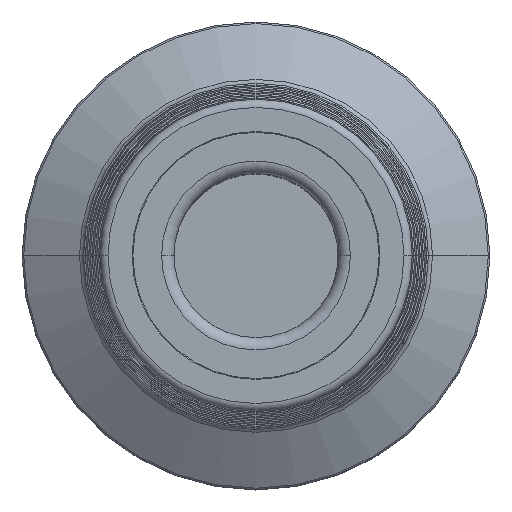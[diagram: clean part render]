
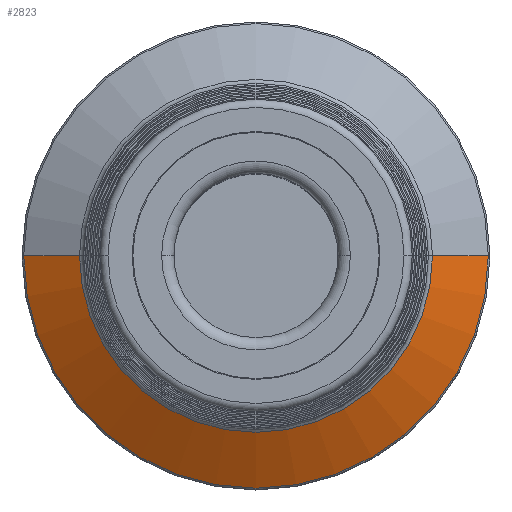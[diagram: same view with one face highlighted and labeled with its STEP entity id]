
A CAD part, top view. The second image highlights one B-rep face of the part: STEP entity #2823.
In plain terms, the highlighted conical face has half-angle 60 degrees and reference radius 24.9 mm.
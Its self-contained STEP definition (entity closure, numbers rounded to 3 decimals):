
#665=CARTESIAN_POINT('',(0.,0.,60.134));
#666=DIRECTION('',(0.,0.,-1.));
#667=DIRECTION('',(1.,0.,0.));
#668=AXIS2_PLACEMENT_3D('',#665,#666,#667);
#681=DIRECTION('',(-0.866,0.,0.5));
#682=VECTOR('',#681,7.852);
#683=CARTESIAN_POINT('',(28.3,0.,56.208));
#684=LINE('',#683,#682);
#688=CARTESIAN_POINT('',(0.,0.,56.208));
#689=DIRECTION('',(0.,0.,-1.));
#690=DIRECTION('',(1.,0.,0.));
#691=AXIS2_PLACEMENT_3D('',#688,#689,#690);
#696=DIRECTION('',(0.866,0.,0.5));
#697=VECTOR('',#696,7.852);
#698=CARTESIAN_POINT('',(-28.3,0.,56.208));
#699=LINE('',#698,#697);
#1999=CARTESIAN_POINT('',(28.3,0.,56.208));
#2000=CARTESIAN_POINT('',(21.5,0.,60.134));
#2001=VERTEX_POINT('',#1999);
#2002=VERTEX_POINT('',#2000);
#2005=CARTESIAN_POINT('',(-28.3,0.,56.208));
#2006=CARTESIAN_POINT('',(-21.5,0.,60.134));
#2007=VERTEX_POINT('',#2005);
#2008=VERTEX_POINT('',#2006);
#2809=CARTESIAN_POINT('',(0.,0.,58.171));
#2810=DIRECTION('',(0.,0.,-1.));
#2811=DIRECTION('',(1.,0.,0.));
#2812=AXIS2_PLACEMENT_3D('',#2809,#2810,#2811);
#2813=CONICAL_SURFACE('',#2812,24.9,60.);
#2815=ORIENTED_EDGE('',*,*,#2814,.F.);
#2817=ORIENTED_EDGE('',*,*,#2816,.T.);
#2819=ORIENTED_EDGE('',*,*,#2818,.T.);
#2820=ORIENTED_EDGE('',*,*,#2802,.F.);
#2821=EDGE_LOOP('',(#2815,#2817,#2819,#2820));
#2822=FACE_OUTER_BOUND('',#2821,.F.);
#2823=ADVANCED_FACE('',(#2822),#2813,.T.);
#669=CIRCLE('',#668,21.5);
#692=CIRCLE('',#691,28.3);
#2802=EDGE_CURVE('',#2002,#2008,#669,.T.);
#2814=EDGE_CURVE('',#2001,#2002,#684,.T.);
#2816=EDGE_CURVE('',#2001,#2007,#692,.T.);
#2818=EDGE_CURVE('',#2007,#2008,#699,.T.);
